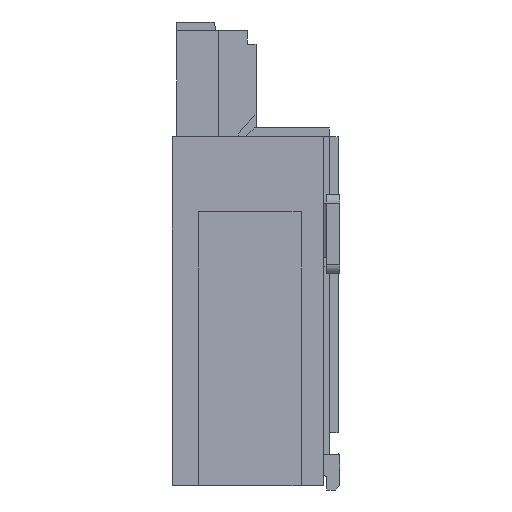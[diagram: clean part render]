
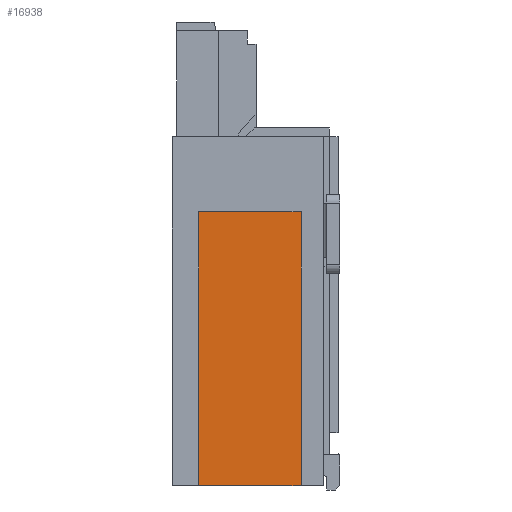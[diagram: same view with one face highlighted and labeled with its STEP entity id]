
A CAD part, left-side view. The second image highlights one B-rep face of the part: STEP entity #16938.
In plain terms, the highlighted planar face has unit normal (-1, 0, 0).
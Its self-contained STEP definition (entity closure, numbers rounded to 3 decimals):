
#25=DIRECTION('',(0.,1.,0.));
#26=VECTOR('',#25,1.16);
#27=CARTESIAN_POINT('',(-10.35,0.42,-1.25));
#28=LINE('',#27,#26);
#65=DIRECTION('',(0.,0.,-1.));
#66=VECTOR('',#65,3.1);
#67=CARTESIAN_POINT('',(-10.35,1.58,1.85));
#68=LINE('',#67,#66);
#69=DIRECTION('',(0.,1.,0.));
#70=VECTOR('',#69,1.16);
#71=CARTESIAN_POINT('',(-10.35,0.42,1.85));
#72=LINE('',#71,#70);
#73=DIRECTION('',(0.,0.,1.));
#74=VECTOR('',#73,3.1);
#75=CARTESIAN_POINT('',(-10.35,0.42,-1.25));
#76=LINE('',#75,#74);
#13021=CARTESIAN_POINT('',(-10.35,0.42,1.85));
#13022=CARTESIAN_POINT('',(-10.35,1.58,1.85));
#13023=VERTEX_POINT('',#13021);
#13024=VERTEX_POINT('',#13022);
#13033=CARTESIAN_POINT('',(-10.35,0.42,-1.25));
#13034=CARTESIAN_POINT('',(-10.35,1.58,-1.25));
#13035=VERTEX_POINT('',#13033);
#13036=VERTEX_POINT('',#13034);
#16925=CARTESIAN_POINT('',(-10.35,0.,0.));
#16926=DIRECTION('',(-1.,0.,0.));
#16927=DIRECTION('',(0.,0.,1.));
#16928=AXIS2_PLACEMENT_3D('',#16925,#16926,#16927);
#16929=PLANE('',#16928);
#16930=ORIENTED_EDGE('',*,*,#16885,.T.);
#16932=ORIENTED_EDGE('',*,*,#16931,.F.);
#16934=ORIENTED_EDGE('',*,*,#16933,.F.);
#16935=ORIENTED_EDGE('',*,*,#16873,.F.);
#16936=EDGE_LOOP('',(#16930,#16932,#16934,#16935));
#16937=FACE_OUTER_BOUND('',#16936,.F.);
#16938=ADVANCED_FACE('',(#16937),#16929,.T.);
#16873=EDGE_CURVE('',#13035,#13023,#76,.T.);
#16885=EDGE_CURVE('',#13035,#13036,#28,.T.);
#16931=EDGE_CURVE('',#13024,#13036,#68,.T.);
#16933=EDGE_CURVE('',#13023,#13024,#72,.T.);
